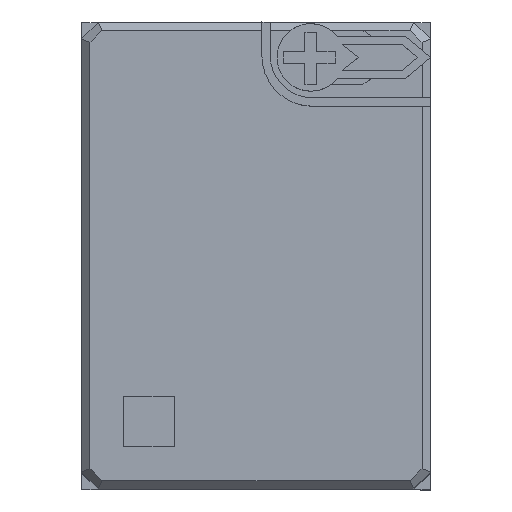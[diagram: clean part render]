
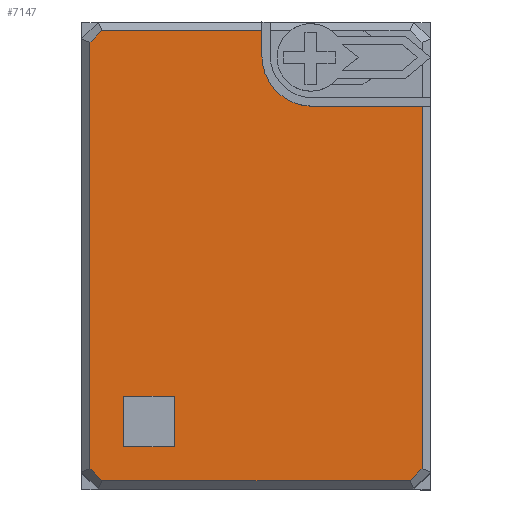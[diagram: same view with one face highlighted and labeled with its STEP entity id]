
A CAD part, top view. The second image highlights one B-rep face of the part: STEP entity #7147.
In plain terms, the highlighted planar face has unit normal (0, 0, 1).
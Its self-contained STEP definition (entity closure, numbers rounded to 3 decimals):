
#7059=CARTESIAN_POINT('',(0.,0.,34.75));
#7060=DIRECTION('',(0.0,0.0,1.0));
#7061=DIRECTION('',(1.0,0.0,0.0));
#7062=AXIS2_PLACEMENT_3D('',#7059,#7060,#7061);
#7063=PLANE('',#7062);
#7064=CARTESIAN_POINT('',(0.35,11.85,34.75));
#7065=VERTEX_POINT('',#7064);
#7066=CARTESIAN_POINT('',(0.35,13.35,34.75));
#7067=VERTEX_POINT('',#7066);
#7068=CARTESIAN_POINT('',(0.35,11.85,34.75));
#7069=DIRECTION('',(0.0,1.0,0.0));
#7070=VECTOR('',#7069,1.5);
#7071=LINE('',#7068,#7070);
#7072=EDGE_CURVE('',#7065,#7067,#7071,.T.);
#7073=ORIENTED_EDGE('',*,*,#7072,.T.);
#7074=CARTESIAN_POINT('',(-9.143,13.35,34.75));
#7075=VERTEX_POINT('',#7074);
#7076=CARTESIAN_POINT('',(-9.143,13.35,34.75));
#7077=DIRECTION('',(1.0,0.0,0.0));
#7078=VECTOR('',#7077,9.493);
#7079=LINE('',#7076,#7078);
#7080=EDGE_CURVE('',#7075,#7067,#7079,.T.);
#7081=ORIENTED_EDGE('',*,*,#7080,.F.);
#7082=CARTESIAN_POINT('',(-9.85,12.643,34.75));
#7083=VERTEX_POINT('',#7082);
#7084=CARTESIAN_POINT('',(-9.85,12.643,34.75));
#7085=DIRECTION('',(0.707,0.707,0.0));
#7086=VECTOR('',#7085,1.);
#7087=LINE('',#7084,#7086);
#7088=EDGE_CURVE('',#7083,#7075,#7087,.T.);
#7089=ORIENTED_EDGE('',*,*,#7088,.F.);
#7090=CARTESIAN_POINT('',(-9.85,-12.643,34.75));
#7091=VERTEX_POINT('',#7090);
#7092=CARTESIAN_POINT('',(-9.85,-12.643,34.75));
#7093=DIRECTION('',(0.0,1.0,0.0));
#7094=VECTOR('',#7093,25.286);
#7095=LINE('',#7092,#7094);
#7096=EDGE_CURVE('',#7091,#7083,#7095,.T.);
#7097=ORIENTED_EDGE('',*,*,#7096,.F.);
#7098=CARTESIAN_POINT('',(-9.143,-13.35,34.75));
#7099=VERTEX_POINT('',#7098);
#7100=CARTESIAN_POINT('',(-9.143,-13.35,34.75));
#7101=DIRECTION('',(-0.707,0.707,0.0));
#7102=VECTOR('',#7101,1.);
#7103=LINE('',#7100,#7102);
#7104=EDGE_CURVE('',#7099,#7091,#7103,.T.);
#7105=ORIENTED_EDGE('',*,*,#7104,.F.);
#7106=CARTESIAN_POINT('',(9.143,-13.35,34.75));
#7107=VERTEX_POINT('',#7106);
#7108=CARTESIAN_POINT('',(9.143,-13.35,34.75));
#7109=DIRECTION('',(-1.0,0.0,0.0));
#7110=VECTOR('',#7109,18.286);
#7111=LINE('',#7108,#7110);
#7112=EDGE_CURVE('',#7107,#7099,#7111,.T.);
#7113=ORIENTED_EDGE('',*,*,#7112,.F.);
#7114=CARTESIAN_POINT('',(9.85,-12.643,34.75));
#7115=VERTEX_POINT('',#7114);
#7116=CARTESIAN_POINT('',(9.85,-12.643,34.75));
#7117=DIRECTION('',(-0.707,-0.707,0.0));
#7118=VECTOR('',#7117,1.);
#7119=LINE('',#7116,#7118);
#7120=EDGE_CURVE('',#7115,#7107,#7119,.T.);
#7121=ORIENTED_EDGE('',*,*,#7120,.F.);
#7122=CARTESIAN_POINT('',(9.85,8.85,34.75));
#7123=VERTEX_POINT('',#7122);
#7124=CARTESIAN_POINT('',(9.85,8.85,34.75));
#7125=DIRECTION('',(0.0,-1.0,0.0));
#7126=VECTOR('',#7125,21.493);
#7127=LINE('',#7124,#7126);
#7128=EDGE_CURVE('',#7123,#7115,#7127,.T.);
#7129=ORIENTED_EDGE('',*,*,#7128,.F.);
#7130=CARTESIAN_POINT('',(3.35,8.85,34.75));
#7131=VERTEX_POINT('',#7130);
#7132=CARTESIAN_POINT('',(9.85,8.85,34.75));
#7133=DIRECTION('',(-1.0,0.0,0.0));
#7134=VECTOR('',#7133,6.5);
#7135=LINE('',#7132,#7134);
#7136=EDGE_CURVE('',#7123,#7131,#7135,.T.);
#7137=ORIENTED_EDGE('',*,*,#7136,.T.);
#7138=CARTESIAN_POINT('',(3.35,11.85,34.75));
#7139=DIRECTION('',(0.0,0.0,-1.));
#7140=DIRECTION('',(-0.707,-0.707,0.0));
#7141=AXIS2_PLACEMENT_3D('',#7138,#7139,#7140);
#7142=CIRCLE('',#7141,3.);
#7143=EDGE_CURVE('',#7131,#7065,#7142,.T.);
#7144=ORIENTED_EDGE('',*,*,#7143,.T.);
#7145=EDGE_LOOP('',(#7073,#7081,#7089,#7097,#7105,#7113,#7121,#7129,#7137,#7144));
#7146=FACE_OUTER_BOUND('',#7145,.T.);
#7147=ADVANCED_FACE('',(#7146),#7063,.T.);
